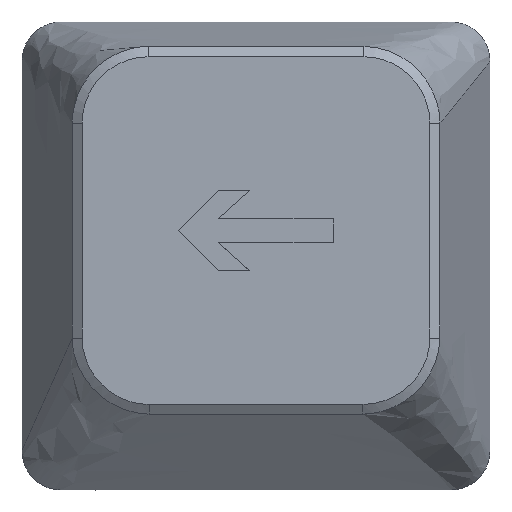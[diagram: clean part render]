
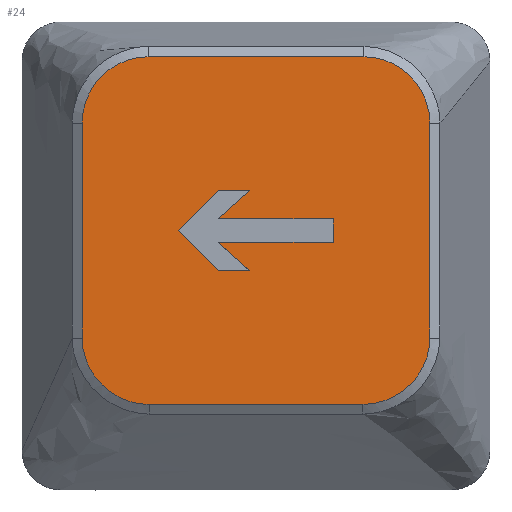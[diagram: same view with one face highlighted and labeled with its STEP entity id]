
A CAD part, top view. The second image highlights one B-rep face of the part: STEP entity #24.
In plain terms, the highlighted planar face has unit normal (0, 0, 1).
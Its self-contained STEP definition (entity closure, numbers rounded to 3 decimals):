
#17=FACE_BOUND('',#159,.T.);
#24=ADVANCED_FACE('',(#90,#17),#1043,.T.);
#90=FACE_OUTER_BOUND('',#158,.T.);
#158=EDGE_LOOP('',(#257,#258,#259,#260,#261,#262,#263,#264));
#159=EDGE_LOOP('',(#265,#266,#267,#268,#269,#270,#271,#272,#273,#274,#275));
#257=ORIENTED_EDGE('',*,*,#573,.T.);
#258=ORIENTED_EDGE('',*,*,#593,.T.);
#259=ORIENTED_EDGE('',*,*,#591,.T.);
#260=ORIENTED_EDGE('',*,*,#589,.T.);
#261=ORIENTED_EDGE('',*,*,#587,.T.);
#262=ORIENTED_EDGE('',*,*,#570,.T.);
#263=ORIENTED_EDGE('',*,*,#584,.T.);
#264=ORIENTED_EDGE('',*,*,#582,.T.);
#265=ORIENTED_EDGE('',*,*,#692,.F.);
#266=ORIENTED_EDGE('',*,*,#691,.F.);
#267=ORIENTED_EDGE('',*,*,#690,.F.);
#268=ORIENTED_EDGE('',*,*,#689,.F.);
#269=ORIENTED_EDGE('',*,*,#688,.F.);
#270=ORIENTED_EDGE('',*,*,#687,.F.);
#271=ORIENTED_EDGE('',*,*,#686,.F.);
#272=ORIENTED_EDGE('',*,*,#685,.F.);
#273=ORIENTED_EDGE('',*,*,#684,.F.);
#274=ORIENTED_EDGE('',*,*,#683,.F.);
#275=ORIENTED_EDGE('',*,*,#682,.F.);
#570=EDGE_CURVE('',#910,#909,#765,.T.);
#573=EDGE_CURVE('',#900,#914,#768,.T.);
#582=EDGE_CURVE('',#908,#900,#777,.T.);
#584=EDGE_CURVE('',#909,#908,#779,.T.);
#587=EDGE_CURVE('',#911,#910,#782,.T.);
#589=EDGE_CURVE('',#912,#911,#784,.T.);
#591=EDGE_CURVE('',#913,#912,#786,.T.);
#593=EDGE_CURVE('',#914,#913,#788,.T.);
#682=EDGE_CURVE('',#963,#964,#863,.T.);
#683=EDGE_CURVE('',#964,#965,#864,.T.);
#684=EDGE_CURVE('',#965,#966,#865,.T.);
#685=EDGE_CURVE('',#966,#967,#866,.T.);
#686=EDGE_CURVE('',#967,#968,#867,.T.);
#687=EDGE_CURVE('',#968,#969,#868,.T.);
#688=EDGE_CURVE('',#969,#970,#869,.T.);
#689=EDGE_CURVE('',#970,#971,#870,.T.);
#690=EDGE_CURVE('',#971,#972,#871,.T.);
#691=EDGE_CURVE('',#972,#973,#872,.T.);
#692=EDGE_CURVE('',#973,#963,#873,.T.);
#765=B_SPLINE_CURVE_WITH_KNOTS('',3,(#1576,#1577,#1578,#1579),
 .UNSPECIFIED.,.F.,.F.,(4,4),(-20.393,-12.086),
 .UNSPECIFIED.);
#768=B_SPLINE_CURVE_WITH_KNOTS('',3,(#1586,#1587,#1588,#1589,#1590),
 .UNSPECIFIED.,.F.,.F.,(4,1,4),(-48.917,-46.906,-44.896),
 .UNSPECIFIED.);
#777=B_SPLINE_CURVE_WITH_KNOTS('',3,(#1625,#1626,#1627,#1628),
 .UNSPECIFIED.,.F.,.F.,(4,4),(-8.095,0.17),
 .UNSPECIFIED.);
#779=B_SPLINE_CURVE_WITH_KNOTS('',3,(#1631,#1632,#1633,#1634,#1635),
 .UNSPECIFIED.,.F.,.F.,(4,1,4),(-12.086,-10.092,-8.095),
 .UNSPECIFIED.);
#782=B_SPLINE_CURVE_WITH_KNOTS('',3,(#1640,#1641,#1642,#1643,#1644),
 .UNSPECIFIED.,.F.,.F.,(4,1,4),(-24.384,-22.386,-20.393),
 .UNSPECIFIED.);
#784=B_SPLINE_CURVE_WITH_KNOTS('',3,(#1647,#1648,#1649,#1650),
 .UNSPECIFIED.,.F.,.F.,(4,4),(-32.649,-24.384),
 .UNSPECIFIED.);
#786=B_SPLINE_CURVE_WITH_KNOTS('',3,(#1653,#1654,#1655,#1656,#1657),
 .UNSPECIFIED.,.F.,.F.,(4,1,4),(-36.669,-34.66,-32.649),
 .UNSPECIFIED.);
#788=B_SPLINE_CURVE_WITH_KNOTS('',3,(#1660,#1661,#1662,#1663),
 .UNSPECIFIED.,.F.,.F.,(4,4),(-44.896,-36.669),
 .UNSPECIFIED.);
#863=B_SPLINE_CURVE_WITH_KNOTS('',1,(#1949,#1950),.UNSPECIFIED.,.F.,.F.,
(2,2),(-11.,-10.),.UNSPECIFIED.);
#864=B_SPLINE_CURVE_WITH_KNOTS('',1,(#1951,#1952),.UNSPECIFIED.,.F.,.F.,
(2,2),(-10.,-9.),.UNSPECIFIED.);
#865=B_SPLINE_CURVE_WITH_KNOTS('',1,(#1953,#1954),.UNSPECIFIED.,.F.,.F.,
(2,2),(-9.,-8.),.UNSPECIFIED.);
#866=B_SPLINE_CURVE_WITH_KNOTS('',1,(#1955,#1956),.UNSPECIFIED.,.F.,.F.,
(2,2),(-8.,-7.),.UNSPECIFIED.);
#867=B_SPLINE_CURVE_WITH_KNOTS('',1,(#1957,#1958),.UNSPECIFIED.,.F.,.F.,
(2,2),(-7.,-6.),.UNSPECIFIED.);
#868=B_SPLINE_CURVE_WITH_KNOTS('',1,(#1959,#1960),.UNSPECIFIED.,.F.,.F.,
(2,2),(-6.,-5.),.UNSPECIFIED.);
#869=B_SPLINE_CURVE_WITH_KNOTS('',1,(#1961,#1962),.UNSPECIFIED.,.F.,.F.,
(2,2),(-5.,-4.),.UNSPECIFIED.);
#870=B_SPLINE_CURVE_WITH_KNOTS('',1,(#1963,#1964),.UNSPECIFIED.,.F.,.F.,
(2,2),(-4.,-3.),.UNSPECIFIED.);
#871=B_SPLINE_CURVE_WITH_KNOTS('',1,(#1965,#1966),.UNSPECIFIED.,.F.,.F.,
(2,2),(-3.,-2.),.UNSPECIFIED.);
#872=B_SPLINE_CURVE_WITH_KNOTS('',1,(#1967,#1968),.UNSPECIFIED.,.F.,.F.,
(2,2),(-2.,-1.),.UNSPECIFIED.);
#873=B_SPLINE_CURVE_WITH_KNOTS('',1,(#1969,#1970),.UNSPECIFIED.,.F.,.F.,
(2,2),(-1.,0.),.UNSPECIFIED.);
#900=VERTEX_POINT('',#1422);
#908=VERTEX_POINT('',#1430);
#909=VERTEX_POINT('',#1431);
#910=VERTEX_POINT('',#1432);
#911=VERTEX_POINT('',#1433);
#912=VERTEX_POINT('',#1434);
#913=VERTEX_POINT('',#1435);
#914=VERTEX_POINT('',#1436);
#963=VERTEX_POINT('',#1485);
#964=VERTEX_POINT('',#1486);
#965=VERTEX_POINT('',#1487);
#966=VERTEX_POINT('',#1488);
#967=VERTEX_POINT('',#1489);
#968=VERTEX_POINT('',#1490);
#969=VERTEX_POINT('',#1491);
#970=VERTEX_POINT('',#1492);
#971=VERTEX_POINT('',#1493);
#972=VERTEX_POINT('',#1494);
#973=VERTEX_POINT('',#1495);
#1043=PLANE('',#1115);
#1115=AXIS2_PLACEMENT_3D('',#1373,#1170,$);
#1170=DIRECTION('',(0.,0.,1.));
#1373=CARTESIAN_POINT('',(35.86,-29.86,14.));
#1422=CARTESIAN_POINT('',(36.312,-41.17,14.));
#1430=CARTESIAN_POINT('',(36.312,-32.905,14.));
#1431=CARTESIAN_POINT('',(38.847,-30.353,14.));
#1432=CARTESIAN_POINT('',(47.153,-30.353,14.));
#1433=CARTESIAN_POINT('',(49.688,-32.905,14.));
#1434=CARTESIAN_POINT('',(49.688,-41.17,14.));
#1435=CARTESIAN_POINT('',(47.114,-43.723,14.));
#1436=CARTESIAN_POINT('',(38.886,-43.723,14.));
#1485=CARTESIAN_POINT('',(45.972,-37.487,14.));
#1486=CARTESIAN_POINT('',(45.972,-36.589,14.));
#1487=CARTESIAN_POINT('',(41.558,-36.589,14.));
#1488=CARTESIAN_POINT('',(41.558,-36.576,14.));
#1489=CARTESIAN_POINT('',(42.769,-35.495,14.));
#1490=CARTESIAN_POINT('',(41.558,-35.495,14.));
#1491=CARTESIAN_POINT('',(40.028,-37.038,14.));
#1492=CARTESIAN_POINT('',(41.558,-38.581,14.));
#1493=CARTESIAN_POINT('',(42.769,-38.581,14.));
#1494=CARTESIAN_POINT('',(41.558,-37.5,14.));
#1495=CARTESIAN_POINT('',(41.558,-37.487,14.));
#1576=CARTESIAN_POINT('',(47.153,-30.353,14.));
#1577=CARTESIAN_POINT('',(44.384,-30.353,14.));
#1578=CARTESIAN_POINT('',(41.616,-30.353,14.));
#1579=CARTESIAN_POINT('',(38.847,-30.353,14.));
#1586=CARTESIAN_POINT('',(36.312,-41.17,14.));
#1587=CARTESIAN_POINT('',(36.309,-41.843,14.));
#1588=CARTESIAN_POINT('',(36.888,-43.165,14.));
#1589=CARTESIAN_POINT('',(38.215,-43.726,14.));
#1590=CARTESIAN_POINT('',(38.886,-43.723,14.));
#1625=CARTESIAN_POINT('',(36.312,-32.905,14.));
#1626=CARTESIAN_POINT('',(36.312,-35.66,14.));
#1627=CARTESIAN_POINT('',(36.312,-38.415,14.));
#1628=CARTESIAN_POINT('',(36.312,-41.17,14.));
#1631=CARTESIAN_POINT('',(38.847,-30.353,14.));
#1632=CARTESIAN_POINT('',(38.18,-30.349,14.));
#1633=CARTESIAN_POINT('',(36.864,-30.918,14.));
#1634=CARTESIAN_POINT('',(36.309,-32.238,14.));
#1635=CARTESIAN_POINT('',(36.312,-32.905,14.));
#1640=CARTESIAN_POINT('',(49.688,-32.905,14.));
#1641=CARTESIAN_POINT('',(49.691,-32.238,14.));
#1642=CARTESIAN_POINT('',(49.136,-30.918,14.));
#1643=CARTESIAN_POINT('',(47.82,-30.349,14.));
#1644=CARTESIAN_POINT('',(47.153,-30.353,14.));
#1647=CARTESIAN_POINT('',(49.688,-41.17,14.));
#1648=CARTESIAN_POINT('',(49.688,-38.415,14.));
#1649=CARTESIAN_POINT('',(49.688,-35.66,14.));
#1650=CARTESIAN_POINT('',(49.688,-32.905,14.));
#1653=CARTESIAN_POINT('',(47.114,-43.723,14.));
#1654=CARTESIAN_POINT('',(47.785,-43.726,14.));
#1655=CARTESIAN_POINT('',(49.112,-43.165,14.));
#1656=CARTESIAN_POINT('',(49.691,-41.843,14.));
#1657=CARTESIAN_POINT('',(49.688,-41.17,14.));
#1660=CARTESIAN_POINT('',(38.886,-43.723,14.));
#1661=CARTESIAN_POINT('',(41.629,-43.723,14.));
#1662=CARTESIAN_POINT('',(44.371,-43.723,14.));
#1663=CARTESIAN_POINT('',(47.114,-43.723,14.));
#1949=CARTESIAN_POINT('',(45.972,-37.487,14.));
#1950=CARTESIAN_POINT('',(45.972,-36.589,14.));
#1951=CARTESIAN_POINT('',(45.972,-36.589,14.));
#1952=CARTESIAN_POINT('',(41.558,-36.589,14.));
#1953=CARTESIAN_POINT('',(41.558,-36.589,14.));
#1954=CARTESIAN_POINT('',(41.558,-36.576,14.));
#1955=CARTESIAN_POINT('',(41.558,-36.576,14.));
#1956=CARTESIAN_POINT('',(42.769,-35.495,14.));
#1957=CARTESIAN_POINT('',(42.769,-35.495,14.));
#1958=CARTESIAN_POINT('',(41.558,-35.495,14.));
#1959=CARTESIAN_POINT('',(41.558,-35.495,14.));
#1960=CARTESIAN_POINT('',(40.028,-37.038,14.));
#1961=CARTESIAN_POINT('',(40.028,-37.038,14.));
#1962=CARTESIAN_POINT('',(41.558,-38.581,14.));
#1963=CARTESIAN_POINT('',(41.558,-38.581,14.));
#1964=CARTESIAN_POINT('',(42.769,-38.581,14.));
#1965=CARTESIAN_POINT('',(42.769,-38.581,14.));
#1966=CARTESIAN_POINT('',(41.558,-37.5,14.));
#1967=CARTESIAN_POINT('',(41.558,-37.5,14.));
#1968=CARTESIAN_POINT('',(41.558,-37.487,14.));
#1969=CARTESIAN_POINT('',(41.558,-37.487,14.));
#1970=CARTESIAN_POINT('',(45.972,-37.487,14.));
